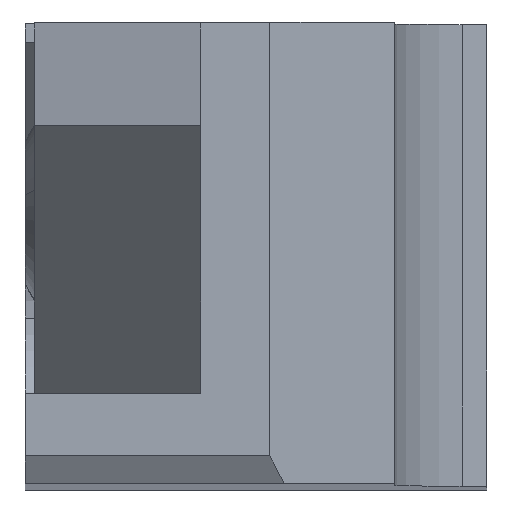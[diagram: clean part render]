
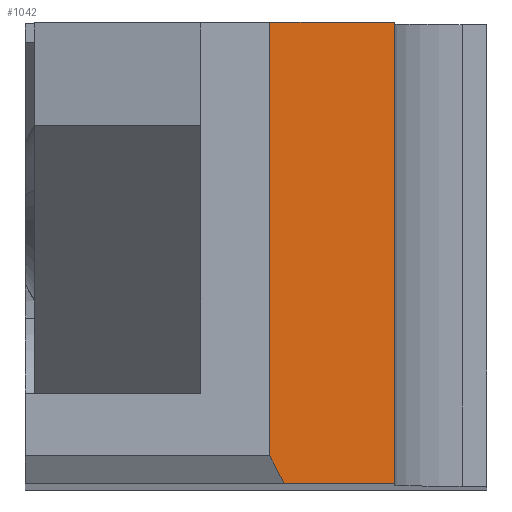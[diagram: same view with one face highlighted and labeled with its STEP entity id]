
A CAD part, top view. The second image highlights one B-rep face of the part: STEP entity #1042.
In plain terms, the highlighted planar face has unit normal (0.743, 0, 0.669).
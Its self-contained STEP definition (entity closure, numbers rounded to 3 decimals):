
#22 = EDGE_CURVE ( 'NONE', #1680, #1279, #374, .T. ) ;
#31 = VECTOR ( 'NONE', #254, 1000. ) ;
#60 = CARTESIAN_POINT ( 'NONE',  ( 15.3, 0.6, 0. ) ) ;
#87 = ORIENTED_EDGE ( 'NONE', *, *, #169, .T. ) ;
#151 = ORIENTED_EDGE ( 'NONE', *, *, #1283, .T. ) ;
#162 = CARTESIAN_POINT ( 'NONE',  ( 18., 0., -2.999 ) ) ;
#169 = EDGE_CURVE ( 'NONE', #1279, #330, #1385, .T. ) ;
#254 = DIRECTION ( 'NONE',  ( -0.669, 0., 0.743 ) ) ;
#272 = AXIS2_PLACEMENT_3D ( 'NONE', #673, #1354, #541 ) ;
#301 = VECTOR ( 'NONE', #1275, 1000. ) ;
#307 = VECTOR ( 'NONE', #474, 1000. ) ;
#330 = VERTEX_POINT ( 'NONE', #60 ) ;
#346 = FACE_OUTER_BOUND ( 'NONE', #475, .T. ) ;
#374 = LINE ( 'NONE', #797, #31 ) ;
#396 = ORIENTED_EDGE ( 'NONE', *, *, #1636, .F. ) ;
#409 = PLANE ( 'NONE',  #272 ) ;
#474 = DIRECTION ( 'NONE',  ( 0., -1., 0. ) ) ;
#475 = EDGE_LOOP ( 'NONE', ( #976, #1016, #87, #396, #151 ) ) ;
#486 = VECTOR ( 'NONE', #808, 1000. ) ;
#541 = DIRECTION ( 'NONE',  ( -0.669, 0., 0.743 ) ) ;
#592 = CARTESIAN_POINT ( 'NONE',  ( 15.3, 10., 0. ) ) ;
#664 = CARTESIAN_POINT ( 'NONE',  ( -3.507, 36.779, 20.888 ) ) ;
#673 = CARTESIAN_POINT ( 'NONE',  ( 15.3, 111.55, 0. ) ) ;
#678 = VECTOR ( 'NONE', #846, 1000. ) ;
#721 = LINE ( 'NONE', #162, #678 ) ;
#773 = CARTESIAN_POINT ( 'NONE',  ( 18., 0., -2.999 ) ) ;
#797 = CARTESIAN_POINT ( 'NONE',  ( 57.185, 10., -46.518 ) ) ;
#808 = DIRECTION ( 'NONE',  ( -0.411, 0.79, 0.456 ) ) ;
#846 = DIRECTION ( 'NONE',  ( 0., 1., 0. ) ) ;
#854 = VERTEX_POINT ( 'NONE', #1193 ) ;
#862 = LINE ( 'NONE', #664, #486 ) ;
#880 = CARTESIAN_POINT ( 'NONE',  ( 57.185, 0., -46.518 ) ) ;
#976 = ORIENTED_EDGE ( 'NONE', *, *, #1114, .T. ) ;
#1016 = ORIENTED_EDGE ( 'NONE', *, *, #22, .T. ) ;
#1042 = ADVANCED_FACE ( 'NONE', ( #346 ), #409, .T. ) ;
#1114 = EDGE_CURVE ( 'NONE', #1527, #1680, #721, .T. ) ;
#1193 = CARTESIAN_POINT ( 'NONE',  ( 15.612, 0., -0.346 ) ) ;
#1275 = DIRECTION ( 'NONE',  ( 0.669, 0., -0.743 ) ) ;
#1279 = VERTEX_POINT ( 'NONE', #592 ) ;
#1283 = EDGE_CURVE ( 'NONE', #854, #1527, #1379, .T. ) ;
#1286 = CARTESIAN_POINT ( 'NONE',  ( 15.3, 111.55, 0. ) ) ;
#1354 = DIRECTION ( 'NONE',  ( 0.743, 0., 0.669 ) ) ;
#1379 = LINE ( 'NONE', #880, #301 ) ;
#1385 = LINE ( 'NONE', #1286, #307 ) ;
#1527 = VERTEX_POINT ( 'NONE', #773 ) ;
#1604 = CARTESIAN_POINT ( 'NONE',  ( 18., 10., -2.999 ) ) ;
#1636 = EDGE_CURVE ( 'NONE', #854, #330, #862, .T. ) ;
#1680 = VERTEX_POINT ( 'NONE', #1604 ) ;
